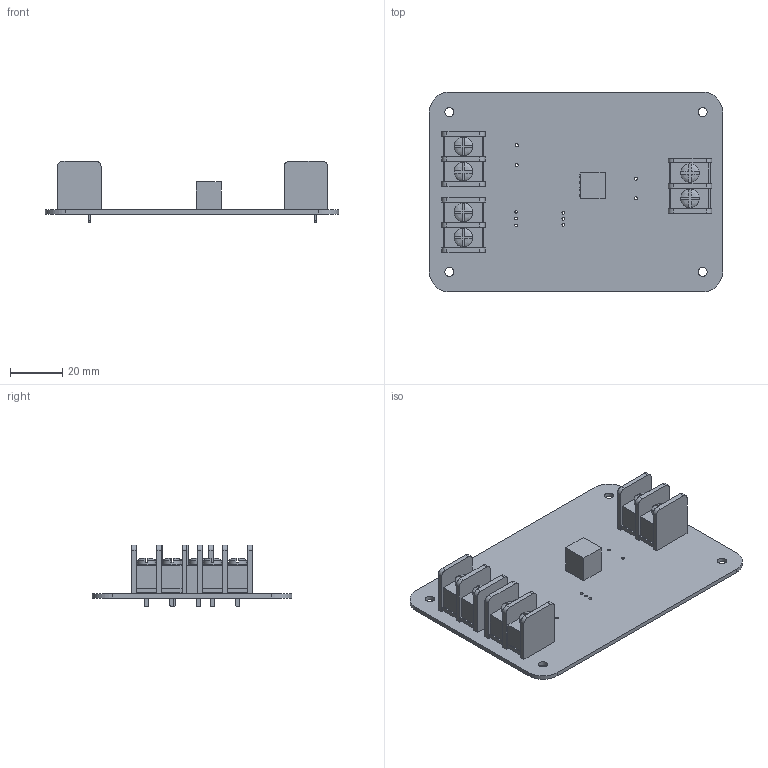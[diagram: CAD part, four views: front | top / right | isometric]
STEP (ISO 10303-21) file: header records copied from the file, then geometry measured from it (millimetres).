
FILE_DESCRIPTION(('KiCad electronic assembly'),'2;1');
FILE_NAME('dpp-architecture-pcb.step','2022-04-30T17:10:34',('Pcbnew'),( 'Kicad'),'Open CASCADE STEP processor 7.5','KiCad to STEP converter' ,'Unknown');
FILE_SCHEMA(('AUTOMOTIVE_DESIGN { 1 0 10303 214 1 1 1 1 }'));
Length unit declared in the file: millimetre
Products named in the file (6): dpp-architecture-pcb 1; Barrier Terminal Block 95mm 2-Pins; SOLID; 750311659; COMPOUND; dpp-architecture PCB
Assembly tree (7 placements, depth 3):
  dpp-architecture-pcb 1
    Barrier Terminal Block 95mm 2-Pins  x3
      SOLID
    750311659
      COMPOUND
    dpp-architecture PCB
Bounding box: 111.76 x 76.2 x 23.5 mm (x, y, z)
Volume: 26877.2 mm3; surface area: 26235.6 mm2
Topology: 13 solids, 13 shells, 354 faces, 882 edges, 584 vertices
Faces by surface type: bspline 324, cylinder 24, plane 6
Full cylindrical faces by diameter (mm): 1 x3, 1.1 x3, 1.2 x4, 2 x6, 3.5 x4
Entity records: 12777 total; most frequent: CARTESIAN_POINT 6149, B_SPLINE_CURVE_WITH_KNOTS 926, ORIENTED_EDGE 844, PCURVE 844, DEFINITIONAL_REPRESENTATION 844, EDGE_CURVE 422, SURFACE_CURVE 402, DIRECTION 328
